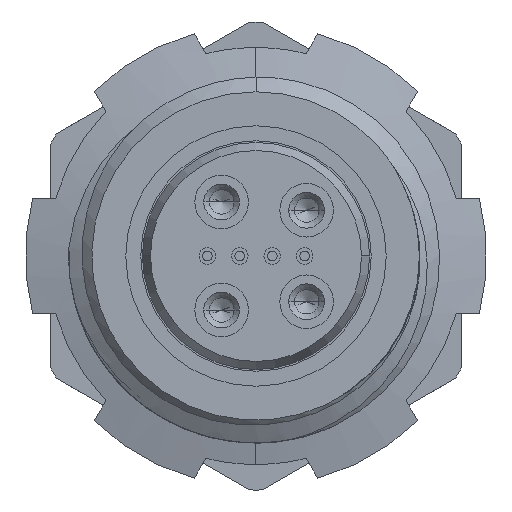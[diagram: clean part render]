
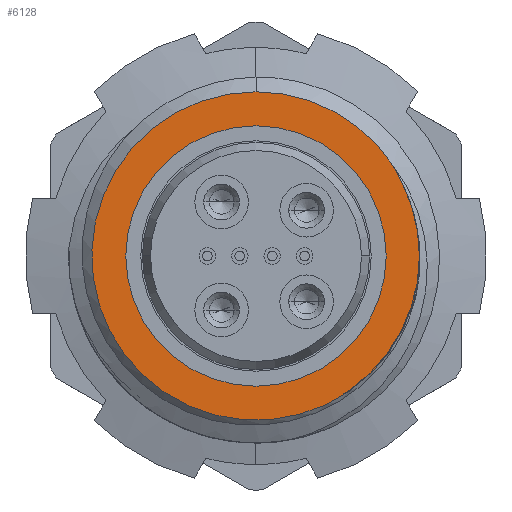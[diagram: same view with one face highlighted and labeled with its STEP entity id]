
A CAD part, left-side view. The second image highlights one B-rep face of the part: STEP entity #6128.
In plain terms, the highlighted planar face has unit normal (-1, 0, 0).
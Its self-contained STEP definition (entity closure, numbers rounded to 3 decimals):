
#265=CARTESIAN_POINT('',(-10.1,0.,0.));
#266=DIRECTION('',(-1.,0.,0.));
#267=DIRECTION('',(0.,0.,-1.));
#268=AXIS2_PLACEMENT_3D('',#265,#266,#267);
#279=CARTESIAN_POINT('',(-10.1,0.,0.));
#280=DIRECTION('',(1.,0.,0.));
#281=DIRECTION('',(0.,0.,-1.));
#282=AXIS2_PLACEMENT_3D('',#279,#280,#281);
#284=CARTESIAN_POINT('',(-10.1,-10.107,0.565));
#285=CARTESIAN_POINT('',(-10.1,-10.095,0.675));
#286=CARTESIAN_POINT('',(-10.1,-10.068,0.893));
#287=CARTESIAN_POINT('',(-10.1,-10.017,1.219));
#288=CARTESIAN_POINT('',(-10.1,-9.976,1.435));
#289=CARTESIAN_POINT('',(-10.1,-9.954,1.543));
#291=CARTESIAN_POINT('',(-10.1,0.,0.));
#292=DIRECTION('',(-1.,0.,0.));
#293=DIRECTION('',(0.,-0.837,0.547));
#294=AXIS2_PLACEMENT_3D('',#291,#292,#293);
#296=CARTESIAN_POINT('',(-10.1,-8.962,4.594));
#297=CARTESIAN_POINT('',(-10.1,-8.913,4.702));
#298=CARTESIAN_POINT('',(-10.1,-8.811,4.916));
#299=CARTESIAN_POINT('',(-10.1,-8.648,5.232));
#300=CARTESIAN_POINT('',(-10.1,-8.531,5.439));
#301=CARTESIAN_POINT('',(-10.1,-8.471,5.542));
#303=CARTESIAN_POINT('',(-10.1,-9.954,1.543));
#304=CARTESIAN_POINT('',(-10.1,-9.921,1.755));
#305=CARTESIAN_POINT('',(-10.1,-9.841,2.177));
#306=CARTESIAN_POINT('',(-10.1,-9.681,2.802));
#307=CARTESIAN_POINT('',(-10.1,-9.482,3.415));
#308=CARTESIAN_POINT('',(-10.1,-9.244,4.015));
#309=CARTESIAN_POINT('',(-10.1,-9.06,4.403));
#310=CARTESIAN_POINT('',(-10.1,-8.962,4.594));
#683=CARTESIAN_POINT('',(-10.1,-8.471,5.542));
#4698=CARTESIAN_POINT('',(-10.1,0.,0.));
#4699=DIRECTION('',(-1.,0.,0.));
#4700=DIRECTION('',(0.,0.,1.));
#4701=AXIS2_PLACEMENT_3D('',#4698,#4699,#4700);
#5061=VERTEX_POINT('',#683);
#5067=CARTESIAN_POINT('',(-10.1,0.,
10.123));
#5068=VERTEX_POINT('',#5067);
#5069=CARTESIAN_POINT('',(-10.1,0.,-8.025));
#5070=CARTESIAN_POINT('',(-10.1,0.,8.025));
#5071=VERTEX_POINT('',#5069);
#5072=VERTEX_POINT('',#5070);
#5073=VERTEX_POINT('',#284);
#5074=VERTEX_POINT('',#289);
#5075=VERTEX_POINT('',#296);
#6107=CARTESIAN_POINT('',(-10.1,0.,0.));
#6108=DIRECTION('',(1.,0.,0.));
#6109=DIRECTION('',(0.,0.,1.));
#6110=AXIS2_PLACEMENT_3D('',#6107,#6108,#6109);
#6111=PLANE('',#6110);
#6113=ORIENTED_EDGE('',*,*,#6112,.F.);
#6115=ORIENTED_EDGE('',*,*,#6114,.F.);
#6117=ORIENTED_EDGE('',*,*,#6116,.F.);
#6119=ORIENTED_EDGE('',*,*,#6118,.F.);
#6121=ORIENTED_EDGE('',*,*,#6120,.F.);
#6122=EDGE_LOOP('',(#6113,#6115,#6117,#6119,#6121));
#6123=FACE_OUTER_BOUND('',#6122,.F.);
#6124=ORIENTED_EDGE('',*,*,#6101,.F.);
#6125=ORIENTED_EDGE('',*,*,#6087,.T.);
#6126=EDGE_LOOP('',(#6124,#6125));
#6127=FACE_BOUND('',#6126,.F.);
#6128=ADVANCED_FACE('',(#6123,#6127),#6111,.F.);
#269=CIRCLE('',#268,8.025);
#283=CIRCLE('',#282,8.025);
#290=B_SPLINE_CURVE_WITH_KNOTS('',3,(#284,#285,#286,#287,#288,#289),
.UNSPECIFIED.,.F.,.F.,(4,1,1,4),(0.,0.333,0.667,1.),
.UNSPECIFIED.);
#295=CIRCLE('',#294,10.123);
#302=B_SPLINE_CURVE_WITH_KNOTS('',3,(#296,#297,#298,#299,#300,#301),
.UNSPECIFIED.,.F.,.F.,(4,1,1,4),(0.,0.333,0.667,1.),
.UNSPECIFIED.);
#311=B_SPLINE_CURVE_WITH_KNOTS('',3,(#303,#304,#305,#306,#307,#308,#309,#310),
.UNSPECIFIED.,.F.,.F.,(4,1,1,1,1,4),(0.,0.2,0.4,0.6,0.8,1.),
.UNSPECIFIED.);
#4702=CIRCLE('',#4701,10.123);
#6087=EDGE_CURVE('',#5071,#5072,#269,.T.);
#6101=EDGE_CURVE('',#5071,#5072,#283,.T.);
#6112=EDGE_CURVE('',#5073,#5074,#290,.T.);
#6114=EDGE_CURVE('',#5068,#5073,#4702,.T.);
#6116=EDGE_CURVE('',#5061,#5068,#295,.T.);
#6118=EDGE_CURVE('',#5075,#5061,#302,.T.);
#6120=EDGE_CURVE('',#5074,#5075,#311,.T.);
